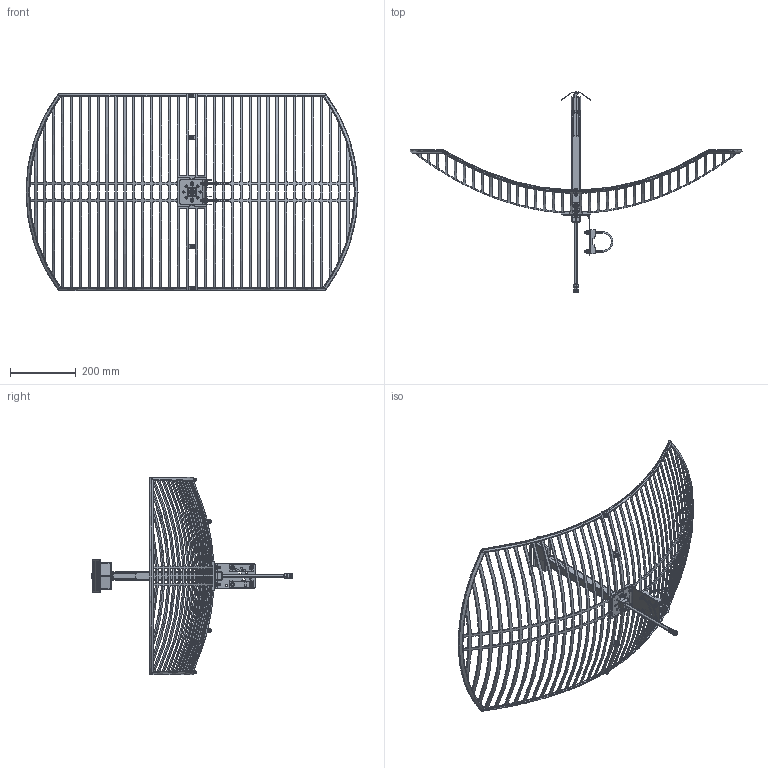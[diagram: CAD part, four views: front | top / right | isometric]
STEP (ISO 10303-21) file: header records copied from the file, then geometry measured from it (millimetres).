
FILE_DESCRIPTION (( 'STEP AP214' ), '1' );
FILE_NAME ('HG1922EG-1-NF_3D.STEP', '2021-04-07T15:38:09', ( '' ), ( '' ), 'SwSTEP 2.0', 'SolidWorks 2020', '' );
FILE_SCHEMA (( 'AUTOMOTIVE_DESIGN' ));
Length unit declared in the file: inch
Products named in the file (25): 2400A_01; JM_TA_02; AL25X330; CHOUXINMAODING_4X16; DIANPIAN_3; JM_TA_ASM; HM6X30; TANJIE_6; HG1922EG-1-NF_3D; TANJIE_3; N-K7; HM6X20; 2400A_15; 2400A_03; DIANLAN-73; W20GP0922_01; DIANPIAN_6X13X1; 2400A_04; 2400A_02; PA3X10; DIANPIAN_6; LUOMU_M6; JM_TA_01; JM_TA_03; 2400A2_ASM
Assembly tree (67 placements, depth 3):
  HG1922EG-1-NF_3D
    W20GP0922_01  x2
    2400A2_ASM
      AL25X330
      2400A_15  x2
      2400A_04
      2400A_02
      2400A_03
      2400A_01
      DIANPIAN_3
      TANJIE_3
      PA3X10
      CHOUXINMAODING_4X16  x4
      DIANLAN-73
      N-K7
    JM_TA_ASM
      JM_TA_01
      JM_TA_02  x2
      JM_TA_03  x2
      DIANPIAN_6X13X1  x4
      TANJIE_6  x4
      LUOMU_M6  x4
    DIANPIAN_6  x12
    TANJIE_6  x6
    LUOMU_M6  x6
    HM6X30  x2
    HM6X20  x4
Bounding box: 1007.26 x 609.56 x 600 mm (x, y, z)
Volume: 1132032.4 mm3; surface area: 815151.5 mm2
Topology: 65 solids, 65 shells, 3371 faces, 9337 edges, 5987 vertices
Faces by surface type: cylinder 1531, plane 1110, bspline 528, cone 200, torus 2
Entity records: 124886 total; most frequent: CARTESIAN_POINT 84764, ORIENTED_EDGE 9426, DIRECTION 6033, EDGE_CURVE 4713, VERTEX_POINT 3019, B_SPLINE_CURVE_WITH_KNOTS 2103, AXIS2_PLACEMENT_3D 2037, LINE 1959
